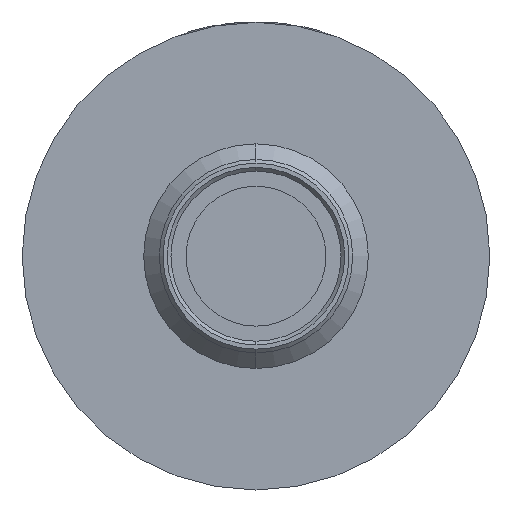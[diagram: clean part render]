
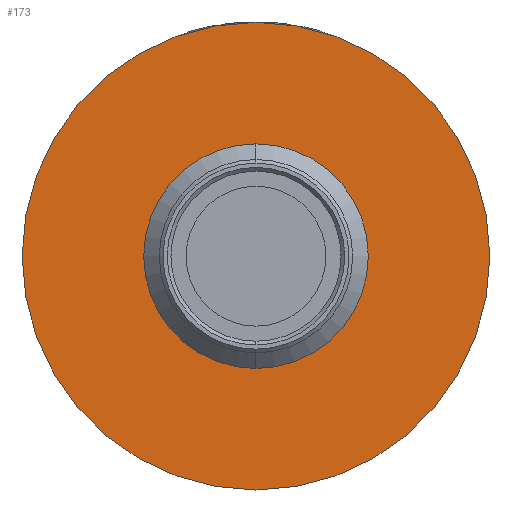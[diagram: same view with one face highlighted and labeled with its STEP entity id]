
A CAD part, left-side view. The second image highlights one B-rep face of the part: STEP entity #173.
In plain terms, the highlighted planar face has unit normal (-1, 0, 0).
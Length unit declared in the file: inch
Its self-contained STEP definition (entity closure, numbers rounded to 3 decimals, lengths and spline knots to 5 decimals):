
#132 = CARTESIAN_POINT ( 'NONE',  ( 0.24409, 0., -0.10335 ) ) ;
#133 = ORIENTED_EDGE ( 'NONE', *, *, #1282, .T. ) ;
#157 = CIRCLE ( 'NONE', #3055, 0.10335 ) ;
#173 = ADVANCED_FACE ( 'NONE', ( #495, #4671 ), #7754, .T. ) ;
#195 = CARTESIAN_POINT ( 'NONE',  ( 0.24409, 0., 0. ) ) ;
#371 = ORIENTED_EDGE ( 'NONE', *, *, #5758, .F. ) ;
#495 = FACE_BOUND ( 'NONE', #2624, .T. ) ;
#525 = AXIS2_PLACEMENT_3D ( 'NONE', #1524, #2629, #6276 ) ;
#570 = CARTESIAN_POINT ( 'NONE',  ( 0.24409, 0., -0.25 ) ) ;
#1282 = EDGE_CURVE ( 'NONE', #2858, #3748, #157, .T. ) ;
#1524 = CARTESIAN_POINT ( 'NONE',  ( 0.24409, 0., 0. ) ) ;
#1570 = VERTEX_POINT ( 'NONE', #3286 ) ;
#1721 = DIRECTION ( 'NONE',  ( 0., 0., 1. ) ) ;
#1829 = EDGE_CURVE ( 'NONE', #2618, #1570, #7249, .T. ) ;
#1918 = CIRCLE ( 'NONE', #525, 0.25 ) ;
#2204 = AXIS2_PLACEMENT_3D ( 'NONE', #2318, #4115, #1721 ) ;
#2223 = AXIS2_PLACEMENT_3D ( 'NONE', #195, #7456, #7580 ) ;
#2318 = CARTESIAN_POINT ( 'NONE',  ( 0.24409, 0., 0. ) ) ;
#2618 = VERTEX_POINT ( 'NONE', #570 ) ;
#2624 = EDGE_LOOP ( 'NONE', ( #4504, #133 ) ) ;
#2629 = DIRECTION ( 'NONE',  ( 1., 0., 0. ) ) ;
#2827 = CARTESIAN_POINT ( 'NONE',  ( 0.24409, 0., 0.10335 ) ) ;
#2858 = VERTEX_POINT ( 'NONE', #132 ) ;
#3055 = AXIS2_PLACEMENT_3D ( 'NONE', #4466, #5100, #5766 ) ;
#3080 = EDGE_LOOP ( 'NONE', ( #371, #5049 ) ) ;
#3286 = CARTESIAN_POINT ( 'NONE',  ( 0.24409, 0., 0.25 ) ) ;
#3748 = VERTEX_POINT ( 'NONE', #2827 ) ;
#3995 = DIRECTION ( 'NONE',  ( 1., 0., 0. ) ) ;
#4115 = DIRECTION ( 'NONE',  ( -1., 0., 0. ) ) ;
#4214 = EDGE_CURVE ( 'NONE', #3748, #2858, #4496, .T. ) ;
#4466 = CARTESIAN_POINT ( 'NONE',  ( 0.24409, 0., 0. ) ) ;
#4496 = CIRCLE ( 'NONE', #2223, 0.10335 ) ;
#4504 = ORIENTED_EDGE ( 'NONE', *, *, #4214, .T. ) ;
#4671 = FACE_OUTER_BOUND ( 'NONE', #3080, .T. ) ;
#5049 = ORIENTED_EDGE ( 'NONE', *, *, #1829, .F. ) ;
#5100 = DIRECTION ( 'NONE',  ( 1., 0., 0. ) ) ;
#5263 = DIRECTION ( 'NONE',  ( 0., 0., 1. ) ) ;
#5758 = EDGE_CURVE ( 'NONE', #1570, #2618, #1918, .T. ) ;
#5766 = DIRECTION ( 'NONE',  ( 0., 0., 1. ) ) ;
#6231 = AXIS2_PLACEMENT_3D ( 'NONE', #6320, #3995, #5263 ) ;
#6276 = DIRECTION ( 'NONE',  ( 0., 0., 1. ) ) ;
#6320 = CARTESIAN_POINT ( 'NONE',  ( 0.24409, 0., 0. ) ) ;
#7249 = CIRCLE ( 'NONE', #6231, 0.25 ) ;
#7456 = DIRECTION ( 'NONE',  ( 1., 0., 0. ) ) ;
#7580 = DIRECTION ( 'NONE',  ( 0., 0., 1. ) ) ;
#7754 = PLANE ( 'NONE',  #2204 ) ;
